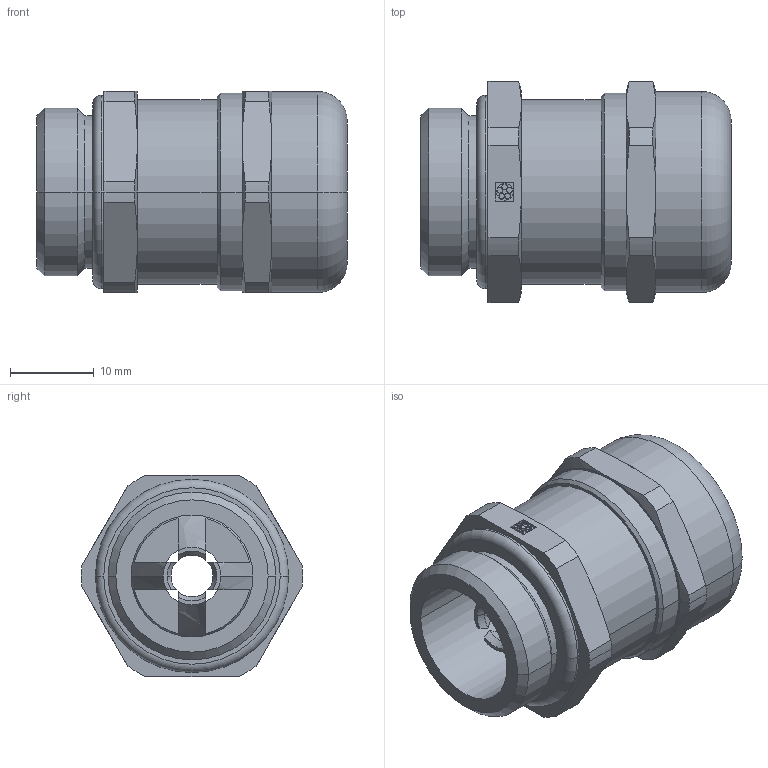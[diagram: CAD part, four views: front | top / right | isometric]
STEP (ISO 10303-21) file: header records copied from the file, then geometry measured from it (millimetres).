
FILE_DESCRIPTION(('HOOPS Exchange Step'),'2;1');
FILE_NAME('export-5095EB00-E9CD-49D0-B9A1-A9AC9477234A.stp','2021-04-23T15:44:35+02:00',('Engineering'),('Alibre'),'HOOPS Exchange 2020.1','Alibre','Unknown authorisation');
FILE_SCHEMA( ('AP242_MANAGED_MODEL_BASED_3D_ENGINEERING_MIM_LF {1 0 10303 442 1 1 4 }') );
Length unit declared in the file: millimetre
Products named in the file (1): 3434 Cable Gland M20x1.5 SKINTOP® MS-SC-M MIN-CLOSED
Bounding box: 37 x 26.4 x 24 mm (x, y, z)
Volume: 11857.5 mm3; surface area: 5127.8 mm2
Topology: 1 solids, 1 shells, 152 faces, 386 edges, 244 vertices
Faces by surface type: cylinder 56, plane 48, cone 42, torus 6
Entity records: 4594 total; most frequent: CARTESIAN_POINT 908, DIRECTION 806, ORIENTED_EDGE 772, EDGE_CURVE 386, AXIS2_PLACEMENT_3D 328, VERTEX_POINT 244, CIRCLE 174, EDGE_LOOP 162
